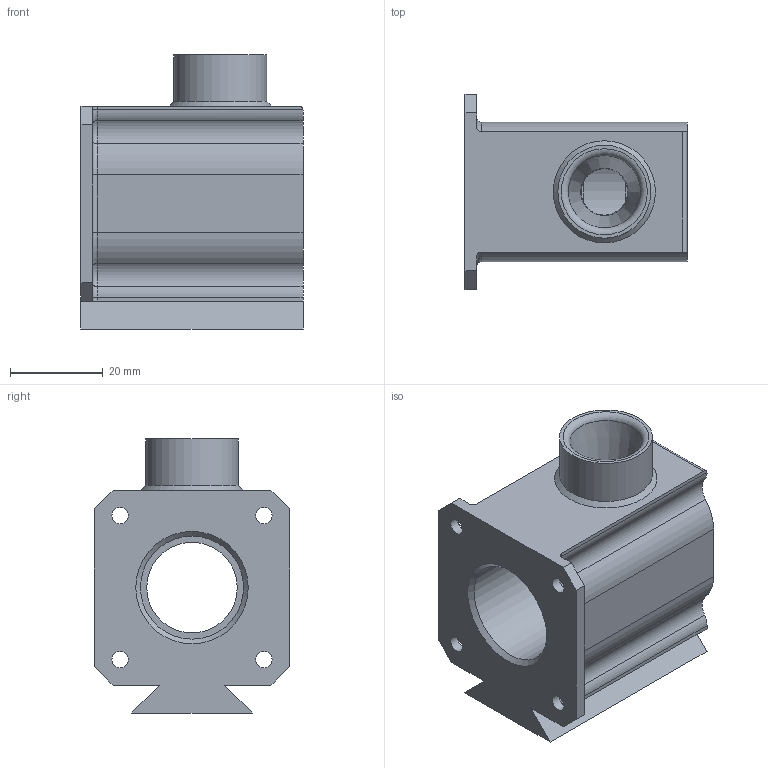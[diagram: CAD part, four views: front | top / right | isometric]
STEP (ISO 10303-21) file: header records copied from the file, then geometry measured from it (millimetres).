
FILE_DESCRIPTION(/* description */ (''),/* implementation_level */ '2;1');
FILE_NAME(/* name */ 'Body.stp',/* time_stamp */ '2024-05-10T14:45:59+02:00',/* author */ ('bjoer'),/* organization */ (''),/* preprocessor_version */ 'ST-DEVELOPER v19.2',/* originating_system */ 'Autodesk Inventor 2024',/* authorisation */ '');
FILE_SCHEMA (('AUTOMOTIVE_DESIGN { 1 0 10303 214 3 1 1 }'));
Length unit declared in the file: millimetre
Products named in the file (1): Body
Bounding box: 47.8 x 42 x 59 mm (x, y, z)
Volume: 44599.2 mm3; surface area: 15704.3 mm2
Topology: 1 solids, 1 shells, 85 faces, 215 edges, 134 vertices
Faces by surface type: cylinder 30, plane 25, torus 18, cone 8, bspline 4
Full cylindrical faces by diameter (mm): 3.5 x4, 10 x1, 19.5 x2, 20 x1, 22.2 x2
Entity records: 2968 total; most frequent: CARTESIAN_POINT 705, DIRECTION 477, ORIENTED_EDGE 430, EDGE_CURVE 215, AXIS2_PLACEMENT_3D 191, VERTEX_POINT 134, CIRCLE 109, EDGE_LOOP 99
